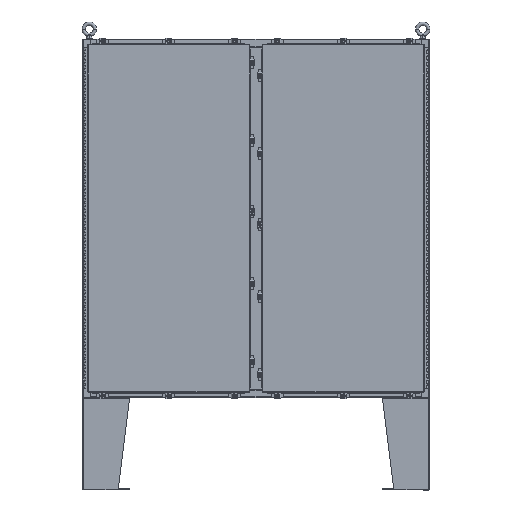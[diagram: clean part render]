
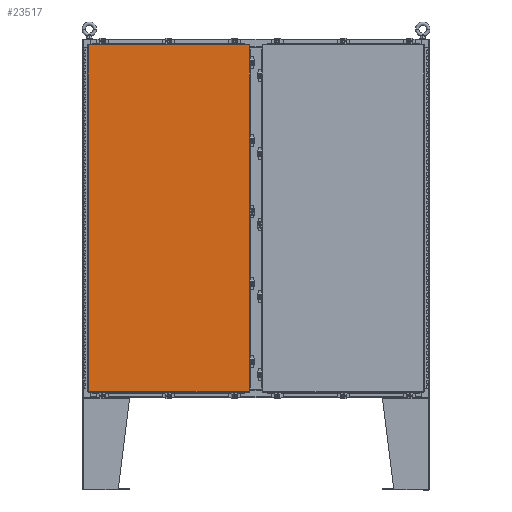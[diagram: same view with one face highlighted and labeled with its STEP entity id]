
A CAD part, top view. The second image highlights one B-rep face of the part: STEP entity #23517.
In plain terms, the highlighted planar face has unit normal (0, 0, 1).
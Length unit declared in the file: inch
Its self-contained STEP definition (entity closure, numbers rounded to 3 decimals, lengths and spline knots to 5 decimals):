
#676 = ORIENTED_EDGE ( 'NONE', *, *, #14148, .T. ) ;
#2938 = CARTESIAN_POINT ( 'NONE',  ( 13.9178, -30.0182, 0. ) ) ;
#3060 = VERTEX_POINT ( 'NONE', #68180 ) ;
#6387 = CARTESIAN_POINT ( 'NONE',  ( 13.9178, 30.0182, 0. ) ) ;
#6692 = EDGE_CURVE ( 'NONE', #25233, #3060, #19599, .T. ) ;
#9775 = AXIS2_PLACEMENT_3D ( 'NONE', #41041, #51902, #19615 ) ;
#12153 = VECTOR ( 'NONE', #33152, 39.37008 ) ;
#13472 = LINE ( 'NONE', #34525, #54760 ) ;
#14148 = EDGE_CURVE ( 'NONE', #3060, #36128, #13472, .T. ) ;
#16676 = DIRECTION ( 'NONE',  ( 0., -1., 0. ) ) ;
#19599 = LINE ( 'NONE', #48937, #21283 ) ;
#19615 = DIRECTION ( 'NONE',  ( -1., 0., 0. ) ) ;
#21283 = VECTOR ( 'NONE', #16676, 39.37008 ) ;
#23517 = ADVANCED_FACE ( 'NONE', ( #42881 ), #67860, .F. ) ;
#23972 = ORIENTED_EDGE ( 'NONE', *, *, #6692, .T. ) ;
#25233 = VERTEX_POINT ( 'NONE', #50643 ) ;
#26433 = LINE ( 'NONE', #6387, #12153 ) ;
#28527 = DIRECTION ( 'NONE',  ( 0., 1., 0. ) ) ;
#29352 = DIRECTION ( 'NONE',  ( 1., 0., 0. ) ) ;
#33152 = DIRECTION ( 'NONE',  ( -1., 0., 0. ) ) ;
#33465 = VECTOR ( 'NONE', #28527, 39.37008 ) ;
#34525 = CARTESIAN_POINT ( 'NONE',  ( -13.9178, -30.0182, 0. ) ) ;
#36128 = VERTEX_POINT ( 'NONE', #2938 ) ;
#36720 = ORIENTED_EDGE ( 'NONE', *, *, #42708, .T. ) ;
#36844 = LINE ( 'NONE', #66221, #33465 ) ;
#41041 = CARTESIAN_POINT ( 'NONE',  ( 0., 0., 0. ) ) ;
#42708 = EDGE_CURVE ( 'NONE', #36128, #49582, #36844, .T. ) ;
#42881 = FACE_OUTER_BOUND ( 'NONE', #68020, .T. ) ;
#45705 = CARTESIAN_POINT ( 'NONE',  ( 13.9178, 30.0182, 0. ) ) ;
#48937 = CARTESIAN_POINT ( 'NONE',  ( -13.9178, 30.0182, 0. ) ) ;
#49582 = VERTEX_POINT ( 'NONE', #45705 ) ;
#50643 = CARTESIAN_POINT ( 'NONE',  ( -13.9178, 30.0182, 0. ) ) ;
#51902 = DIRECTION ( 'NONE',  ( 0., 0., -1. ) ) ;
#54760 = VECTOR ( 'NONE', #29352, 39.37008 ) ;
#62048 = ORIENTED_EDGE ( 'NONE', *, *, #62209, .T. ) ;
#62209 = EDGE_CURVE ( 'NONE', #49582, #25233, #26433, .T. ) ;
#66221 = CARTESIAN_POINT ( 'NONE',  ( 13.9178, -30.0182, 0. ) ) ;
#67860 = PLANE ( 'NONE',  #9775 ) ;
#68020 = EDGE_LOOP ( 'NONE', ( #676, #36720, #62048, #23972 ) ) ;
#68180 = CARTESIAN_POINT ( 'NONE',  ( -13.9178, -30.0182, 0. ) ) ;
